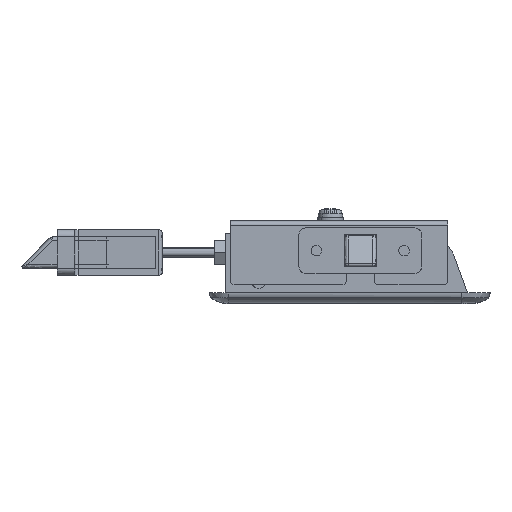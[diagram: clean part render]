
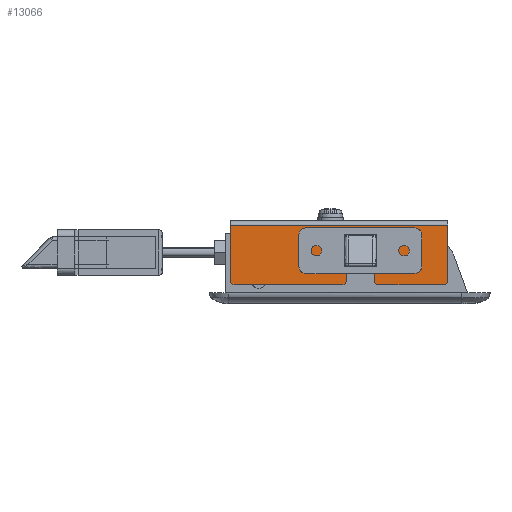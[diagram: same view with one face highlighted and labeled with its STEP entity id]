
A CAD part, top view. The second image highlights one B-rep face of the part: STEP entity #13066.
In plain terms, the highlighted free-form (B-spline) face has degree [1, 1] with [2, 2] control points.
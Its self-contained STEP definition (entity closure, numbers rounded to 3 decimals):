
#12312=CARTESIAN_POINT('',(34.0,25.55,27.5));
#12313=VERTEX_POINT('',#12312);
#12319=CARTESIAN_POINT('',(33.0,26.55,27.5));
#12320=VERTEX_POINT('',#12319);
#12321=CARTESIAN_POINT('',(33.0,26.55,27.5));
#12322=CARTESIAN_POINT('',(32.999,26.321,27.5));
#12323=CARTESIAN_POINT('',(33.141,25.93,27.5));
#12324=CARTESIAN_POINT('',(33.575,25.608,27.5));
#12325=CARTESIAN_POINT('',(33.869,25.55,27.5));
#12326=CARTESIAN_POINT('',(34.0,25.55,27.5));
#12327=B_SPLINE_CURVE_WITH_KNOTS('',3,(#12321,#12322,#12323,#12324,#12325,#12326),.UNSPECIFIED.,.F.,.U.,(4,1,1,4),(0.,0.688,1.179,1.571),.UNSPECIFIED.);
#12328=EDGE_CURVE('',#12320,#12313,#12327,.T.);
#12365=CARTESIAN_POINT('',(25.0,26.55,27.5));
#12366=VERTEX_POINT('',#12365);
#12372=CARTESIAN_POINT('',(24.0,25.55,27.5));
#12373=VERTEX_POINT('',#12372);
#12374=CARTESIAN_POINT('',(24.0,25.55,27.5));
#12375=CARTESIAN_POINT('',(24.131,25.55,27.5));
#12376=CARTESIAN_POINT('',(24.425,25.609,27.5));
#12377=CARTESIAN_POINT('',(24.859,25.93,27.5));
#12378=CARTESIAN_POINT('',(25.001,26.321,27.5));
#12379=CARTESIAN_POINT('',(25.0,26.55,27.5));
#12380=B_SPLINE_CURVE_WITH_KNOTS('',3,(#12374,#12375,#12376,#12377,#12378,#12379),.UNSPECIFIED.,.F.,.U.,(4,1,1,4),(0.,0.393,0.884,1.571),.UNSPECIFIED.);
#12381=EDGE_CURVE('',#12373,#12366,#12380,.T.);
#12558=CARTESIAN_POINT('',(33.0,36.05,27.5));
#12559=VERTEX_POINT('',#12558);
#12565=CARTESIAN_POINT('',(29.,40.05,27.5));
#12566=VERTEX_POINT('',#12565);
#12567=CARTESIAN_POINT('',(33.0,36.05,27.5));
#12568=CARTESIAN_POINT('',(33.,36.508,27.5));
#12569=CARTESIAN_POINT('',(32.83,37.49,27.5));
#12570=CARTESIAN_POINT('',(32.041,38.806,27.5));
#12571=CARTESIAN_POINT('',(30.701,39.8,27.5));
#12572=CARTESIAN_POINT('',(29.589,40.051,27.5));
#12573=CARTESIAN_POINT('',(29.,40.05,27.5));
#12574=B_SPLINE_CURVE_WITH_KNOTS('',3,(#12567,#12568,#12569,#12570,#12571,#12572,#12573),.UNSPECIFIED.,.F.,.U.,(4,1,1,1,4),(0.,1.375,2.946,4.516,6.284),.UNSPECIFIED.);
#12575=EDGE_CURVE('',#12559,#12566,#12574,.T.);
#12577=CARTESIAN_POINT('',(25.0,36.05,27.5));
#12578=VERTEX_POINT('',#12577);
#12579=CARTESIAN_POINT('',(29.,40.05,27.5));
#12580=CARTESIAN_POINT('',(28.411,40.051,27.5));
#12581=CARTESIAN_POINT('',(27.299,39.8,27.5));
#12582=CARTESIAN_POINT('',(25.959,38.806,27.5));
#12583=CARTESIAN_POINT('',(25.17,37.49,27.5));
#12584=CARTESIAN_POINT('',(25.,36.508,27.5));
#12585=CARTESIAN_POINT('',(25.0,36.05,27.5));
#12586=B_SPLINE_CURVE_WITH_KNOTS('',3,(#12579,#12580,#12581,#12582,#12583,#12584,#12585),.UNSPECIFIED.,.F.,.U.,(4,1,1,1,4),(0.,1.767,3.338,4.909,6.284),.UNSPECIFIED.);
#12587=EDGE_CURVE('',#12566,#12578,#12586,.T.);
#12602=CARTESIAN_POINT('',(25.0,36.05,27.5));
#12603=CARTESIAN_POINT('',(25.0,26.55,27.5));
#12604=QUASI_UNIFORM_CURVE('',1,(#12602,#12603),.UNSPECIFIED.,.F.,.U.);
#12605=EDGE_CURVE('',#12578,#12366,#12604,.T.);
#12628=CARTESIAN_POINT('',(33.0,26.55,27.5));
#12629=CARTESIAN_POINT('',(33.0,36.05,27.5));
#12630=QUASI_UNIFORM_CURVE('',1,(#12628,#12629),.UNSPECIFIED.,.F.,.U.);
#12631=EDGE_CURVE('',#12320,#12559,#12630,.T.);
#12757=CARTESIAN_POINT('',(53.0,25.55,27.5));
#12758=VERTEX_POINT('',#12757);
#12759=CARTESIAN_POINT('',(54.0,26.55,27.5));
#12760=VERTEX_POINT('',#12759);
#12761=CARTESIAN_POINT('',(53.0,25.55,27.5));
#12762=CARTESIAN_POINT('',(53.229,25.549,27.5));
#12763=CARTESIAN_POINT('',(53.62,25.691,27.5));
#12764=CARTESIAN_POINT('',(53.941,26.125,27.5));
#12765=CARTESIAN_POINT('',(54.,26.419,27.5));
#12766=CARTESIAN_POINT('',(54.0,26.55,27.5));
#12767=B_SPLINE_CURVE_WITH_KNOTS('',3,(#12761,#12762,#12763,#12764,#12765,#12766),.UNSPECIFIED.,.F.,.U.,(4,1,1,4),(0.,0.688,1.179,1.571),.UNSPECIFIED.);
#12768=EDGE_CURVE('',#12758,#12760,#12767,.T.);
#12810=CARTESIAN_POINT('',(-8.0,26.55,27.5));
#12811=VERTEX_POINT('',#12810);
#12812=CARTESIAN_POINT('',(-7.0,25.55,27.5));
#12813=VERTEX_POINT('',#12812);
#12814=CARTESIAN_POINT('',(-8.0,26.55,27.5));
#12815=CARTESIAN_POINT('',(-8.001,26.321,27.5));
#12816=CARTESIAN_POINT('',(-7.859,25.93,27.5));
#12817=CARTESIAN_POINT('',(-7.425,25.608,27.5));
#12818=CARTESIAN_POINT('',(-7.131,25.55,27.5));
#12819=CARTESIAN_POINT('',(-7.0,25.55,27.5));
#12820=B_SPLINE_CURVE_WITH_KNOTS('',3,(#12814,#12815,#12816,#12817,#12818,#12819),.UNSPECIFIED.,.F.,.U.,(4,1,1,4),(0.,0.688,1.179,1.571),.UNSPECIFIED.);
#12821=EDGE_CURVE('',#12811,#12813,#12820,.T.);
#12887=CARTESIAN_POINT('',(54.0,42.55,27.5));
#12888=VERTEX_POINT('',#12887);
#12898=CARTESIAN_POINT('',(54.0,42.55,27.5));
#12899=CARTESIAN_POINT('',(54.0,26.55,27.5));
#12900=QUASI_UNIFORM_CURVE('',1,(#12898,#12899),.UNSPECIFIED.,.F.,.U.);
#12901=EDGE_CURVE('',#12888,#12760,#12900,.T.);
#12952=CARTESIAN_POINT('',(-8.0,42.55,27.5));
#12953=VERTEX_POINT('',#12952);
#12954=CARTESIAN_POINT('',(-8.0,42.55,27.5));
#12955=CARTESIAN_POINT('',(-8.0,26.55,27.5));
#12956=QUASI_UNIFORM_CURVE('',1,(#12954,#12955),.UNSPECIFIED.,.F.,.U.);
#12957=EDGE_CURVE('',#12953,#12811,#12956,.T.);
#13027=CARTESIAN_POINT('',(34.0,25.55,27.5));
#13028=CARTESIAN_POINT('',(53.0,25.55,27.5));
#13029=QUASI_UNIFORM_CURVE('',1,(#13027,#13028),.UNSPECIFIED.,.F.,.U.);
#13030=EDGE_CURVE('',#12313,#12758,#13029,.T.);
#13038=CARTESIAN_POINT('',(-11.097,24.701,27.5));
#13039=CARTESIAN_POINT('',(57.097,24.701,27.5));
#13040=CARTESIAN_POINT('',(-11.097,43.399,27.5));
#13041=CARTESIAN_POINT('',(57.097,43.399,27.5));
#13042=B_SPLINE_SURFACE_WITH_KNOTS('',1,1,((#13038,#13040),(#13039,#13041)),.UNSPECIFIED.,.F.,.F.,.U.,(2,2),(2,2),(0.0,68.194),(0.0,18.698),.UNSPECIFIED.);
#13043=ORIENTED_EDGE('',*,*,#12631,.F.);
#13044=ORIENTED_EDGE('',*,*,#12328,.T.);
#13045=ORIENTED_EDGE('',*,*,#13030,.T.);
#13046=ORIENTED_EDGE('',*,*,#12768,.T.);
#13047=ORIENTED_EDGE('',*,*,#12901,.F.);
#13048=CARTESIAN_POINT('',(-8.0,42.55,27.5));
#13049=CARTESIAN_POINT('',(54.0,42.55,27.5));
#13050=QUASI_UNIFORM_CURVE('',1,(#13048,#13049),.UNSPECIFIED.,.F.,.U.);
#13051=EDGE_CURVE('',#12953,#12888,#13050,.T.);
#13052=ORIENTED_EDGE('',*,*,#13051,.F.);
#13053=ORIENTED_EDGE('',*,*,#12957,.T.);
#13054=ORIENTED_EDGE('',*,*,#12821,.T.);
#13055=CARTESIAN_POINT('',(-7.0,25.55,27.5));
#13056=CARTESIAN_POINT('',(24.0,25.55,27.5));
#13057=QUASI_UNIFORM_CURVE('',1,(#13055,#13056),.UNSPECIFIED.,.F.,.U.);
#13058=EDGE_CURVE('',#12813,#12373,#13057,.T.);
#13059=ORIENTED_EDGE('',*,*,#13058,.T.);
#13060=ORIENTED_EDGE('',*,*,#12381,.T.);
#13061=ORIENTED_EDGE('',*,*,#12605,.F.);
#13062=ORIENTED_EDGE('',*,*,#12587,.F.);
#13063=ORIENTED_EDGE('',*,*,#12575,.F.);
#13064=EDGE_LOOP('',(#13043,#13044,#13045,#13046,#13047,#13052,#13053,#13054,#13059,#13060,#13061,#13062,#13063));
#13065=FACE_OUTER_BOUND('',#13064,.T.);
#13066=ADVANCED_FACE('',(#13065),#13042,.T.);
